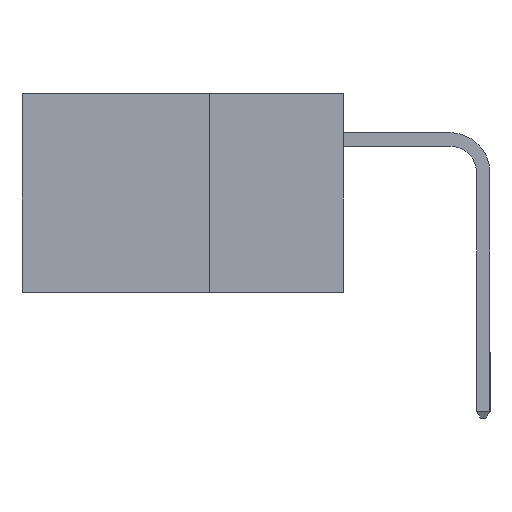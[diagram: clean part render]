
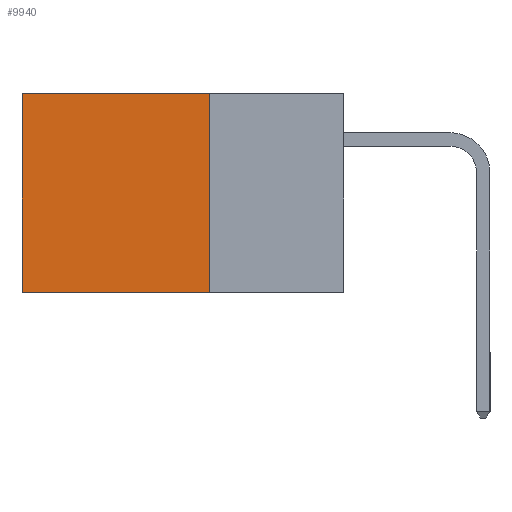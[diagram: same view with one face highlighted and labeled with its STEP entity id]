
A CAD part, left-side view. The second image highlights one B-rep face of the part: STEP entity #9940.
In plain terms, the highlighted planar face has unit normal (-1, 0, 0).
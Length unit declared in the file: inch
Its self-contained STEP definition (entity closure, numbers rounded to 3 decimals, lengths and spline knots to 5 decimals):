
#961 = DIRECTION ( 'NONE',  ( 0., 0., -1. ) ) ;
#995 = AXIS2_PLACEMENT_3D ( 'NONE', #1238, #4099, #1046 ) ;
#1046 = DIRECTION ( 'NONE',  ( 0., 0., -1. ) ) ;
#1121 = FACE_OUTER_BOUND ( 'NONE', #1818, .T. ) ;
#1181 = DIRECTION ( 'NONE',  ( 0., 1., 0. ) ) ;
#1238 = CARTESIAN_POINT ( 'NONE',  ( 0.2615, 0.25, -0.37 ) ) ;
#1533 = VECTOR ( 'NONE', #7988, 39.37008 ) ;
#1818 = EDGE_LOOP ( 'NONE', ( #12518, #2137, #4362, #8989 ) ) ;
#2056 = VERTEX_POINT ( 'NONE', #4846 ) ;
#2137 = ORIENTED_EDGE ( 'NONE', *, *, #2481, .F. ) ;
#2200 = VERTEX_POINT ( 'NONE', #10117 ) ;
#2481 = EDGE_CURVE ( 'NONE', #2056, #2200, #10028, .T. ) ;
#3095 = EDGE_CURVE ( 'NONE', #3710, #4869, #12132, .T. ) ;
#3293 = CARTESIAN_POINT ( 'NONE',  ( 0.2615, 0.25, 0. ) ) ;
#3710 = VERTEX_POINT ( 'NONE', #7413 ) ;
#4099 = DIRECTION ( 'NONE',  ( 1., 0., 0. ) ) ;
#4362 = ORIENTED_EDGE ( 'NONE', *, *, #6898, .F. ) ;
#4846 = CARTESIAN_POINT ( 'NONE',  ( 0.2615, 0.25, -0.37 ) ) ;
#4869 = VERTEX_POINT ( 'NONE', #7071 ) ;
#5091 = EDGE_CURVE ( 'NONE', #4869, #2200, #7788, .T. ) ;
#6156 = PLANE ( 'NONE',  #995 ) ;
#6401 = VECTOR ( 'NONE', #1181, 39.37008 ) ;
#6898 = EDGE_CURVE ( 'NONE', #3710, #2056, #9935, .T. ) ;
#6937 = CARTESIAN_POINT ( 'NONE',  ( 0.2615, 0.25, -0.37 ) ) ;
#7071 = CARTESIAN_POINT ( 'NONE',  ( 0.2615, 0.6, 0. ) ) ;
#7266 = VECTOR ( 'NONE', #961, 39.37008 ) ;
#7413 = CARTESIAN_POINT ( 'NONE',  ( 0.2615, 0.25, 0. ) ) ;
#7788 = LINE ( 'NONE', #11867, #1533 ) ;
#7988 = DIRECTION ( 'NONE',  ( 0., 0., -1. ) ) ;
#8250 = DIRECTION ( 'NONE',  ( 0., 1., 0. ) ) ;
#8989 = ORIENTED_EDGE ( 'NONE', *, *, #3095, .T. ) ;
#9935 = LINE ( 'NONE', #10009, #7266 ) ;
#9940 = ADVANCED_FACE ( 'NONE', ( #1121 ), #6156, .F. ) ;
#10009 = CARTESIAN_POINT ( 'NONE',  ( 0.2615, 0.25, -0.37 ) ) ;
#10028 = LINE ( 'NONE', #6937, #6401 ) ;
#10117 = CARTESIAN_POINT ( 'NONE',  ( 0.2615, 0.6, -0.37 ) ) ;
#11144 = VECTOR ( 'NONE', #8250, 39.37008 ) ;
#11867 = CARTESIAN_POINT ( 'NONE',  ( 0.2615, 0.6, -0.37 ) ) ;
#12132 = LINE ( 'NONE', #3293, #11144 ) ;
#12518 = ORIENTED_EDGE ( 'NONE', *, *, #5091, .T. ) ;
